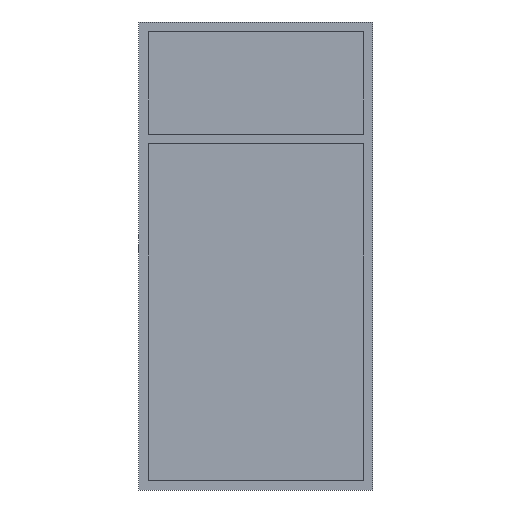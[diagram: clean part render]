
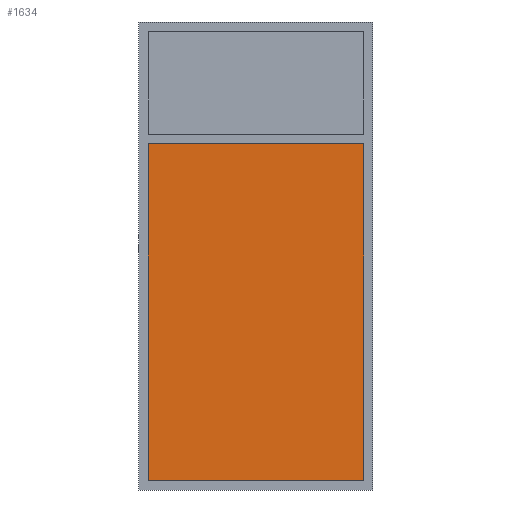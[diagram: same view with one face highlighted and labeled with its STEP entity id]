
A CAD part, front view. The second image highlights one B-rep face of the part: STEP entity #1634.
In plain terms, the highlighted planar face has unit normal (0, -1, 0).
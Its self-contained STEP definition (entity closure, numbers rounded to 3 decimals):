
#1325 = VERTEX_POINT('',#1326);
#1326 = CARTESIAN_POINT('',(40.,18.,40.));
#1335 = PLANE('',#1336);
#1336 = AXIS2_PLACEMENT_3D('',#1337,#1338,#1339);
#1337 = CARTESIAN_POINT('',(40.,18.,40.));
#1338 = DIRECTION('',(0.,0.,-1.));
#1339 = DIRECTION('',(1.,0.,0.));
#1347 = PLANE('',#1348);
#1348 = AXIS2_PLACEMENT_3D('',#1349,#1350,#1351);
#1349 = CARTESIAN_POINT('',(40.,18.,1480.));
#1350 = DIRECTION('',(-1.,0.,0.));
#1351 = DIRECTION('',(0.,0.,-1.));
#1388 = VERTEX_POINT('',#1389);
#1389 = CARTESIAN_POINT('',(960.,18.,40.));
#1403 = PLANE('',#1404);
#1404 = AXIS2_PLACEMENT_3D('',#1405,#1406,#1407);
#1405 = CARTESIAN_POINT('',(960.,18.,40.));
#1406 = DIRECTION('',(1.,0.,0.));
#1407 = DIRECTION('',(0.,0.,1.));
#1415 = EDGE_CURVE('',#1325,#1388,#1416,.T.);
#1416 = SURFACE_CURVE('',#1417,(#1421,#1428),.PCURVE_S1.);
#1417 = LINE('',#1418,#1419);
#1418 = CARTESIAN_POINT('',(40.,18.,40.));
#1419 = VECTOR('',#1420,1.);
#1420 = DIRECTION('',(1.,0.,0.));
#1421 = PCURVE('',#1335,#1422);
#1422 = DEFINITIONAL_REPRESENTATION('',(#1423),#1427);
#1423 = LINE('',#1424,#1425);
#1424 = CARTESIAN_POINT('',(0.,0.));
#1425 = VECTOR('',#1426,1.);
#1426 = DIRECTION('',(1.,0.));
#1427 = ( GEOMETRIC_REPRESENTATION_CONTEXT(2) 
PARAMETRIC_REPRESENTATION_CONTEXT() REPRESENTATION_CONTEXT('2D SPACE',''
  ) );
#1428 = PCURVE('',#1429,#1434);
#1429 = PLANE('',#1430);
#1430 = AXIS2_PLACEMENT_3D('',#1431,#1432,#1433);
#1431 = CARTESIAN_POINT('',(40.,18.,40.));
#1432 = DIRECTION('',(0.,1.,0.));
#1433 = DIRECTION('',(0.,0.,1.));
#1434 = DEFINITIONAL_REPRESENTATION('',(#1435),#1439);
#1435 = LINE('',#1436,#1437);
#1436 = CARTESIAN_POINT('',(0.,0.));
#1437 = VECTOR('',#1438,1.);
#1438 = DIRECTION('',(0.,1.));
#1439 = ( GEOMETRIC_REPRESENTATION_CONTEXT(2) 
PARAMETRIC_REPRESENTATION_CONTEXT() REPRESENTATION_CONTEXT('2D SPACE',''
  ) );
#1469 = VERTEX_POINT('',#1470);
#1470 = CARTESIAN_POINT('',(960.,18.,1480.));
#1484 = PLANE('',#1485);
#1485 = AXIS2_PLACEMENT_3D('',#1486,#1487,#1488);
#1486 = CARTESIAN_POINT('',(960.,18.,1480.));
#1487 = DIRECTION('',(0.,0.,1.));
#1488 = DIRECTION('',(-1.,0.,0.));
#1496 = EDGE_CURVE('',#1388,#1469,#1497,.T.);
#1497 = SURFACE_CURVE('',#1498,(#1502,#1509),.PCURVE_S1.);
#1498 = LINE('',#1499,#1500);
#1499 = CARTESIAN_POINT('',(960.,18.,40.));
#1500 = VECTOR('',#1501,1.);
#1501 = DIRECTION('',(0.,0.,1.));
#1502 = PCURVE('',#1403,#1503);
#1503 = DEFINITIONAL_REPRESENTATION('',(#1504),#1508);
#1504 = LINE('',#1505,#1506);
#1505 = CARTESIAN_POINT('',(0.,0.));
#1506 = VECTOR('',#1507,1.);
#1507 = DIRECTION('',(1.,0.));
#1508 = ( GEOMETRIC_REPRESENTATION_CONTEXT(2) 
PARAMETRIC_REPRESENTATION_CONTEXT() REPRESENTATION_CONTEXT('2D SPACE',''
  ) );
#1509 = PCURVE('',#1429,#1510);
#1510 = DEFINITIONAL_REPRESENTATION('',(#1511),#1515);
#1511 = LINE('',#1512,#1513);
#1512 = CARTESIAN_POINT('',(0.,920.));
#1513 = VECTOR('',#1514,1.);
#1514 = DIRECTION('',(1.,0.));
#1515 = ( GEOMETRIC_REPRESENTATION_CONTEXT(2) 
PARAMETRIC_REPRESENTATION_CONTEXT() REPRESENTATION_CONTEXT('2D SPACE',''
  ) );
#1545 = VERTEX_POINT('',#1546);
#1546 = CARTESIAN_POINT('',(40.,18.,1480.));
#1567 = EDGE_CURVE('',#1469,#1545,#1568,.T.);
#1568 = SURFACE_CURVE('',#1569,(#1573,#1580),.PCURVE_S1.);
#1569 = LINE('',#1570,#1571);
#1570 = CARTESIAN_POINT('',(960.,18.,1480.));
#1571 = VECTOR('',#1572,1.);
#1572 = DIRECTION('',(-1.,0.,0.));
#1573 = PCURVE('',#1484,#1574);
#1574 = DEFINITIONAL_REPRESENTATION('',(#1575),#1579);
#1575 = LINE('',#1576,#1577);
#1576 = CARTESIAN_POINT('',(0.,0.));
#1577 = VECTOR('',#1578,1.);
#1578 = DIRECTION('',(1.,0.));
#1579 = ( GEOMETRIC_REPRESENTATION_CONTEXT(2) 
PARAMETRIC_REPRESENTATION_CONTEXT() REPRESENTATION_CONTEXT('2D SPACE',''
  ) );
#1580 = PCURVE('',#1429,#1581);
#1581 = DEFINITIONAL_REPRESENTATION('',(#1582),#1586);
#1582 = LINE('',#1583,#1584);
#1583 = CARTESIAN_POINT('',(1440.,920.));
#1584 = VECTOR('',#1585,1.);
#1585 = DIRECTION('',(0.,-1.));
#1586 = ( GEOMETRIC_REPRESENTATION_CONTEXT(2) 
PARAMETRIC_REPRESENTATION_CONTEXT() REPRESENTATION_CONTEXT('2D SPACE',''
  ) );
#1614 = EDGE_CURVE('',#1545,#1325,#1615,.T.);
#1615 = SURFACE_CURVE('',#1616,(#1620,#1627),.PCURVE_S1.);
#1616 = LINE('',#1617,#1618);
#1617 = CARTESIAN_POINT('',(40.,18.,1480.));
#1618 = VECTOR('',#1619,1.);
#1619 = DIRECTION('',(0.,0.,-1.));
#1620 = PCURVE('',#1347,#1621);
#1621 = DEFINITIONAL_REPRESENTATION('',(#1622),#1626);
#1622 = LINE('',#1623,#1624);
#1623 = CARTESIAN_POINT('',(0.,0.));
#1624 = VECTOR('',#1625,1.);
#1625 = DIRECTION('',(1.,0.));
#1626 = ( GEOMETRIC_REPRESENTATION_CONTEXT(2) 
PARAMETRIC_REPRESENTATION_CONTEXT() REPRESENTATION_CONTEXT('2D SPACE',''
  ) );
#1627 = PCURVE('',#1429,#1628);
#1628 = DEFINITIONAL_REPRESENTATION('',(#1629),#1633);
#1629 = LINE('',#1630,#1631);
#1630 = CARTESIAN_POINT('',(1440.,0.));
#1631 = VECTOR('',#1632,1.);
#1632 = DIRECTION('',(-1.,0.));
#1633 = ( GEOMETRIC_REPRESENTATION_CONTEXT(2) 
PARAMETRIC_REPRESENTATION_CONTEXT() REPRESENTATION_CONTEXT('2D SPACE',''
  ) );
#1634 = ADVANCED_FACE('',(#1635),#1429,.F.);
#1635 = FACE_BOUND('',#1636,.T.);
#1636 = EDGE_LOOP('',(#1637,#1638,#1639,#1640));
#1637 = ORIENTED_EDGE('',*,*,#1415,.T.);
#1638 = ORIENTED_EDGE('',*,*,#1496,.T.);
#1639 = ORIENTED_EDGE('',*,*,#1567,.T.);
#1640 = ORIENTED_EDGE('',*,*,#1614,.T.);
